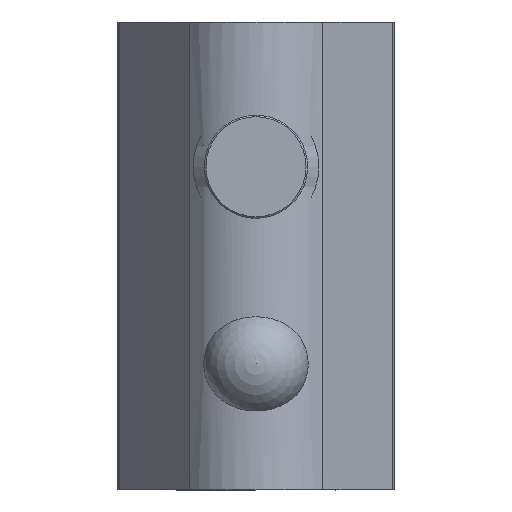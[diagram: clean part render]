
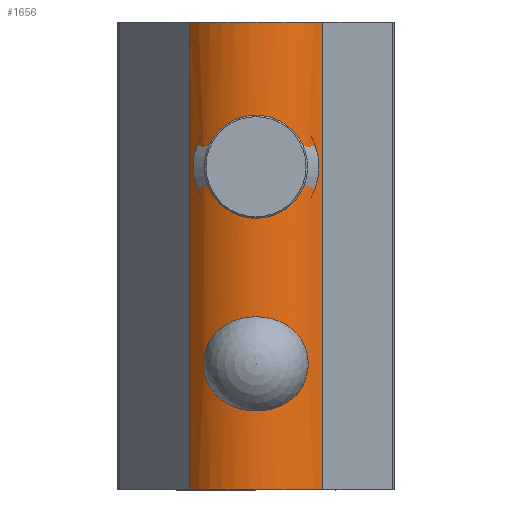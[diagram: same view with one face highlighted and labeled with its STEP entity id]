
A CAD part, top view. The second image highlights one B-rep face of the part: STEP entity #1656.
In plain terms, the highlighted cylindrical face has radius 4 mm (diameter 8 mm), a partial arc.
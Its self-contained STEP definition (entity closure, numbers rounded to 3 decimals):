
#53=FACE_BOUND('',#343,.T.);
#54=FACE_BOUND('',#344,.T.);
#142=CIRCLE('',#1829,4.);
#150=CIRCLE('',#1847,4.);
#251=FACE_OUTER_BOUND('',#342,.T.);
#342=EDGE_LOOP('',(#1518,#1519,#1520,#1521));
#343=EDGE_LOOP('',(#1522,#1523));
#344=EDGE_LOOP('',(#1524,#1525));
#449=B_SPLINE_CURVE_WITH_KNOTS('',3,(#6620,#6621,#6622,#6623,#6624,#6625,
#6626,#6627,#6628,#6629,#6630,#6631),.UNSPECIFIED.,.F.,.F.,(4,2,2,2,2,4),
(0.,0.077,0.154,0.233,0.301,
0.369),.UNSPECIFIED.);
#450=B_SPLINE_CURVE_WITH_KNOTS('',3,(#6632,#6633,#6634,#6635,#6636,#6637,
#6638,#6639,#6640,#6641,#6642,#6643,#6644,#6645,#6646,#6647,#6648,#6649,
#6650,#6651,#6652,#6653,#6654,#6655,#6656,#6657,#6658,#6659,#6660,#6661,
#6662,#6663),.UNSPECIFIED.,.F.,.F.,(4,2,2,2,2,2,2,2,2,2,2,2,2,2,2,4),(0.369,
0.436,0.504,0.583,0.66,
0.737,0.814,0.891,0.97,
1.038,1.106,1.174,1.241,1.32,
1.397,1.474),.UNSPECIFIED.);
#451=B_SPLINE_CURVE_WITH_KNOTS('',3,(#6749,#6750,#6751,#6752,#6753,#6754,
#6755,#6756,#6757,#6758,#6759,#6760,#6761,#6762,#6763,#6764,#6765,#6766),
 .UNSPECIFIED.,.F.,.F.,(4,2,2,2,2,2,2,2,4),(0.,0.096,0.192,
0.288,0.383,0.478,0.574,
0.67,0.766),.UNSPECIFIED.);
#452=B_SPLINE_CURVE_WITH_KNOTS('',3,(#6767,#6768,#6769,#6770,#6771,#6772,
#6773,#6774,#6775,#6776,#6777,#6778,#6779,#6780,#6781,#6782,#6783,#6784),
 .UNSPECIFIED.,.F.,.F.,(4,2,2,2,2,2,2,2,4),(0.766,0.862,
0.958,1.053,1.149,1.244,1.339,
1.435,1.532),.UNSPECIFIED.);
#532=LINE('',#6788,#614);
#533=LINE('',#6792,#615);
#614=VECTOR('',#2185,10.);
#615=VECTOR('',#2190,10.);
#753=VERTEX_POINT('',#6618);
#754=VERTEX_POINT('',#6619);
#770=VERTEX_POINT('',#6702);
#771=VERTEX_POINT('',#6704);
#784=VERTEX_POINT('',#6746);
#785=VERTEX_POINT('',#6748);
#786=VERTEX_POINT('',#6786);
#787=VERTEX_POINT('',#6790);
#990=EDGE_CURVE('',#753,#754,#449,.T.);
#991=EDGE_CURVE('',#754,#753,#450,.T.);
#1011=EDGE_CURVE('',#771,#770,#142,.T.);
#1033=EDGE_CURVE('',#785,#784,#451,.T.);
#1034=EDGE_CURVE('',#784,#785,#452,.T.);
#1036=EDGE_CURVE('',#770,#786,#532,.T.);
#1037=EDGE_CURVE('',#786,#787,#150,.T.);
#1038=EDGE_CURVE('',#771,#787,#533,.T.);
#1518=ORIENTED_EDGE('',*,*,#1037,.T.);
#1519=ORIENTED_EDGE('',*,*,#1038,.F.);
#1520=ORIENTED_EDGE('',*,*,#1011,.T.);
#1521=ORIENTED_EDGE('',*,*,#1036,.T.);
#1522=ORIENTED_EDGE('',*,*,#990,.T.);
#1523=ORIENTED_EDGE('',*,*,#991,.T.);
#1524=ORIENTED_EDGE('',*,*,#1033,.T.);
#1525=ORIENTED_EDGE('',*,*,#1034,.T.);
#1572=CYLINDRICAL_SURFACE('',#1846,4.);
#1656=ADVANCED_FACE('',(#251,#53,#54),#1572,.T.);
#1829=AXIS2_PLACEMENT_3D('',#6705,#2136,#2137);
#1846=AXIS2_PLACEMENT_3D('',#6789,#2186,#2187);
#1847=AXIS2_PLACEMENT_3D('',#6791,#2188,#2189);
#2136=DIRECTION('center_axis',(0.,0.,-1.));
#2137=DIRECTION('ref_axis',(0.796,0.605,0.));
#2185=DIRECTION('',(0.,0.,-1.));
#2186=DIRECTION('center_axis',(0.,0.,-1.));
#2187=DIRECTION('ref_axis',(0.796,0.605,0.));
#2188=DIRECTION('center_axis',(0.,0.,1.));
#2189=DIRECTION('ref_axis',(0.796,0.605,0.));
#2190=DIRECTION('',(0.,0.,-1.));
#6618=CARTESIAN_POINT('',(-2.489,-34.252,-9.4));
#6619=CARTESIAN_POINT('',(0.,-35.121,-7.155));
#6620=CARTESIAN_POINT('Ctrl Pts',(-2.489,-34.252,-9.4));
#6621=CARTESIAN_POINT('Ctrl Pts',(-2.489,-34.252,-9.143));
#6622=CARTESIAN_POINT('Ctrl Pts',(-2.444,-34.289,-8.872));
#6623=CARTESIAN_POINT('Ctrl Pts',(-2.261,-34.422,-8.376));
#6624=CARTESIAN_POINT('Ctrl Pts',(-2.124,-34.515,-8.15));
#6625=CARTESIAN_POINT('Ctrl Pts',(-1.803,-34.696,-7.783));
#6626=CARTESIAN_POINT('Ctrl Pts',(-1.57,-34.807,-7.601));
#6627=CARTESIAN_POINT('Ctrl Pts',(-1.16,-34.954,-7.379));
#6628=CARTESIAN_POINT('Ctrl Pts',(-0.938,-35.016,
-7.293));
#6629=CARTESIAN_POINT('Ctrl Pts',(-0.47,-35.1,
-7.181));
#6630=CARTESIAN_POINT('Ctrl Pts',(-0.226,-35.121,
-7.155));
#6631=CARTESIAN_POINT('Ctrl Pts',(0.,-35.121,
-7.155));
#6632=CARTESIAN_POINT('Ctrl Pts',(0.,-35.121,
-7.155));
#6633=CARTESIAN_POINT('Ctrl Pts',(0.226,-35.121,-7.155));
#6634=CARTESIAN_POINT('Ctrl Pts',(0.47,-35.1,-7.181));
#6635=CARTESIAN_POINT('Ctrl Pts',(0.938,-35.016,-7.293));
#6636=CARTESIAN_POINT('Ctrl Pts',(1.16,-34.954,-7.379));
#6637=CARTESIAN_POINT('Ctrl Pts',(1.57,-34.807,-7.601));
#6638=CARTESIAN_POINT('Ctrl Pts',(1.803,-34.696,-7.783));
#6639=CARTESIAN_POINT('Ctrl Pts',(2.124,-34.515,-8.15));
#6640=CARTESIAN_POINT('Ctrl Pts',(2.261,-34.422,-8.376));
#6641=CARTESIAN_POINT('Ctrl Pts',(2.444,-34.289,-8.872));
#6642=CARTESIAN_POINT('Ctrl Pts',(2.489,-34.252,-9.143));
#6643=CARTESIAN_POINT('Ctrl Pts',(2.489,-34.252,-9.657));
#6644=CARTESIAN_POINT('Ctrl Pts',(2.444,-34.289,-9.928));
#6645=CARTESIAN_POINT('Ctrl Pts',(2.261,-34.422,-10.424));
#6646=CARTESIAN_POINT('Ctrl Pts',(2.124,-34.515,-10.65));
#6647=CARTESIAN_POINT('Ctrl Pts',(1.803,-34.696,-11.017));
#6648=CARTESIAN_POINT('Ctrl Pts',(1.57,-34.807,-11.199));
#6649=CARTESIAN_POINT('Ctrl Pts',(1.16,-34.954,-11.421));
#6650=CARTESIAN_POINT('Ctrl Pts',(0.938,-35.016,-11.507));
#6651=CARTESIAN_POINT('Ctrl Pts',(0.47,-35.1,-11.619));
#6652=CARTESIAN_POINT('Ctrl Pts',(0.226,-35.121,-11.645));
#6653=CARTESIAN_POINT('Ctrl Pts',(-0.226,-35.121,
-11.645));
#6654=CARTESIAN_POINT('Ctrl Pts',(-0.47,-35.1,
-11.619));
#6655=CARTESIAN_POINT('Ctrl Pts',(-0.938,-35.016,
-11.507));
#6656=CARTESIAN_POINT('Ctrl Pts',(-1.16,-34.954,-11.421));
#6657=CARTESIAN_POINT('Ctrl Pts',(-1.57,-34.807,-11.199));
#6658=CARTESIAN_POINT('Ctrl Pts',(-1.803,-34.696,-11.017));
#6659=CARTESIAN_POINT('Ctrl Pts',(-2.124,-34.515,-10.65));
#6660=CARTESIAN_POINT('Ctrl Pts',(-2.261,-34.422,-10.424));
#6661=CARTESIAN_POINT('Ctrl Pts',(-2.444,-34.289,-9.928));
#6662=CARTESIAN_POINT('Ctrl Pts',(-2.489,-34.252,-9.657));
#6663=CARTESIAN_POINT('Ctrl Pts',(-2.489,-34.252,-9.4));
#6702=CARTESIAN_POINT('',(-3.185,-33.541,6.9));
#6704=CARTESIAN_POINT('',(3.185,-33.541,6.9));
#6705=CARTESIAN_POINT('Origin',(0.,-31.121,
6.9));
#6746=CARTESIAN_POINT('',(-2.458,-34.276,0.));
#6748=CARTESIAN_POINT('',(2.459,-34.276,0.));
#6749=CARTESIAN_POINT('Ctrl Pts',(2.459,-34.276,0.));
#6750=CARTESIAN_POINT('Ctrl Pts',(2.459,-34.276,-0.32));
#6751=CARTESIAN_POINT('Ctrl Pts',(2.393,-34.33,-0.652));
#6752=CARTESIAN_POINT('Ctrl Pts',(2.14,-34.504,-1.254));
#6753=CARTESIAN_POINT('Ctrl Pts',(1.953,-34.62,-1.524));
#6754=CARTESIAN_POINT('Ctrl Pts',(1.526,-34.826,-1.951));
#6755=CARTESIAN_POINT('Ctrl Pts',(1.255,-34.931,-2.139));
#6756=CARTESIAN_POINT('Ctrl Pts',(0.651,-35.08,-2.393));
#6757=CARTESIAN_POINT('Ctrl Pts',(0.318,-35.121,-2.459));
#6758=CARTESIAN_POINT('Ctrl Pts',(-0.318,-35.121,
-2.459));
#6759=CARTESIAN_POINT('Ctrl Pts',(-0.651,-35.08,
-2.393));
#6760=CARTESIAN_POINT('Ctrl Pts',(-1.255,-34.931,-2.139));
#6761=CARTESIAN_POINT('Ctrl Pts',(-1.526,-34.826,-1.951));
#6762=CARTESIAN_POINT('Ctrl Pts',(-1.953,-34.62,-1.524));
#6763=CARTESIAN_POINT('Ctrl Pts',(-2.14,-34.504,-1.254));
#6764=CARTESIAN_POINT('Ctrl Pts',(-2.393,-34.33,-0.652));
#6765=CARTESIAN_POINT('Ctrl Pts',(-2.458,-34.276,-0.32));
#6766=CARTESIAN_POINT('Ctrl Pts',(-2.458,-34.276,0.));
#6767=CARTESIAN_POINT('Ctrl Pts',(-2.458,-34.276,0.));
#6768=CARTESIAN_POINT('Ctrl Pts',(-2.458,-34.276,0.32));
#6769=CARTESIAN_POINT('Ctrl Pts',(-2.393,-34.33,0.652));
#6770=CARTESIAN_POINT('Ctrl Pts',(-2.14,-34.504,1.254));
#6771=CARTESIAN_POINT('Ctrl Pts',(-1.953,-34.62,1.524));
#6772=CARTESIAN_POINT('Ctrl Pts',(-1.526,-34.826,1.951));
#6773=CARTESIAN_POINT('Ctrl Pts',(-1.255,-34.931,2.139));
#6774=CARTESIAN_POINT('Ctrl Pts',(-0.651,-35.08,2.393));
#6775=CARTESIAN_POINT('Ctrl Pts',(-0.318,-35.121,2.459));
#6776=CARTESIAN_POINT('Ctrl Pts',(0.318,-35.121,2.459));
#6777=CARTESIAN_POINT('Ctrl Pts',(0.651,-35.08,2.393));
#6778=CARTESIAN_POINT('Ctrl Pts',(1.255,-34.931,2.139));
#6779=CARTESIAN_POINT('Ctrl Pts',(1.526,-34.826,1.951));
#6780=CARTESIAN_POINT('Ctrl Pts',(1.953,-34.62,1.524));
#6781=CARTESIAN_POINT('Ctrl Pts',(2.14,-34.504,1.254));
#6782=CARTESIAN_POINT('Ctrl Pts',(2.393,-34.33,0.652));
#6783=CARTESIAN_POINT('Ctrl Pts',(2.459,-34.276,0.32));
#6784=CARTESIAN_POINT('Ctrl Pts',(2.459,-34.276,0.));
#6786=CARTESIAN_POINT('',(-3.185,-33.541,-15.4));
#6788=CARTESIAN_POINT('',(-3.185,-33.541,0.));
#6789=CARTESIAN_POINT('Origin',(0.,-31.121,
0.));
#6790=CARTESIAN_POINT('',(3.185,-33.541,-15.4));
#6791=CARTESIAN_POINT('Origin',(0.,-31.121,
-15.4));
#6792=CARTESIAN_POINT('',(3.185,-33.541,0.));
